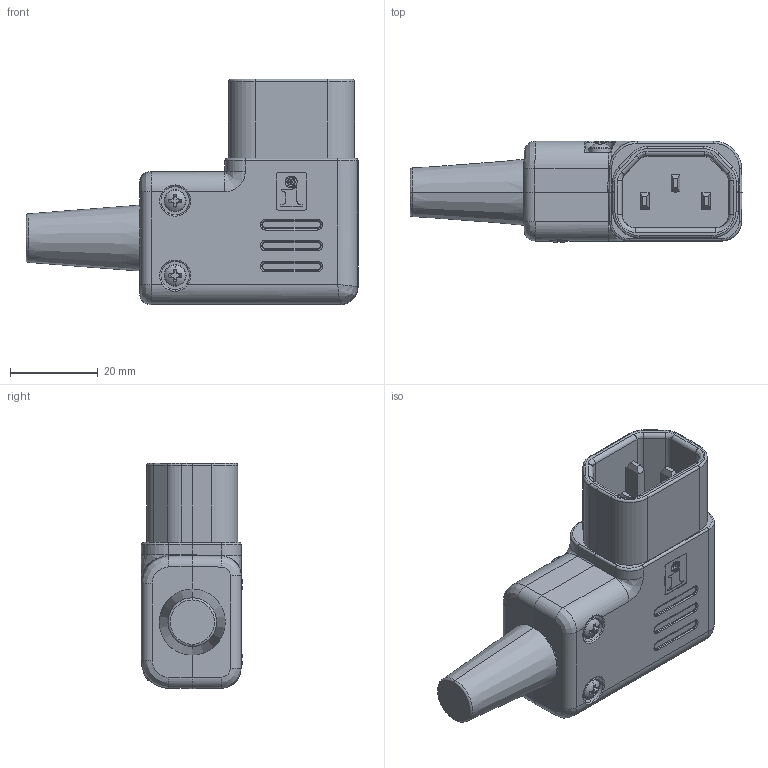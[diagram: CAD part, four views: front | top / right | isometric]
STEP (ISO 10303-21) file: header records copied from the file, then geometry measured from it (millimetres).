
FILE_DESCRIPTION((''),'2;1');
FILE_NAME('83032100_SHT-E_CON_ANGL_SERVICE','2024-09-16T',('Tim Linahon'),('LINAHON CAD SOLUTIONS'),'CREO PARAMETRIC BY PTC INC, 2014500','CREO PARAMETRIC BY PTC INC, 2014500','');
FILE_SCHEMA(('CONFIG_CONTROL_DESIGN'));
Length unit declared in the file: millimetre
Products named in the file (1): 83032100_SHT-E_CON_ANGL_SERVICE
Bounding box: 75.6 x 23.08 x 51.3 mm (x, y, z)
Volume: 41730.5 mm3; surface area: 10593.3 mm2
Topology: 1 solids, 1 shells, 542 faces, 1342 edges, 856 vertices
Faces by surface type: plane 216, extrusion 116, cylinder 99, torus 50, bspline 30, cone 26, sphere 5
Entity records: 19481 total; most frequent: CARTESIAN_POINT 7023, ORIENTED_EDGE 2684, DIRECTION 2269, EDGE_CURVE 1342, VERTEX_POINT 856, AXIS2_PLACEMENT_3D 767, VECTOR 735, LINE 619
